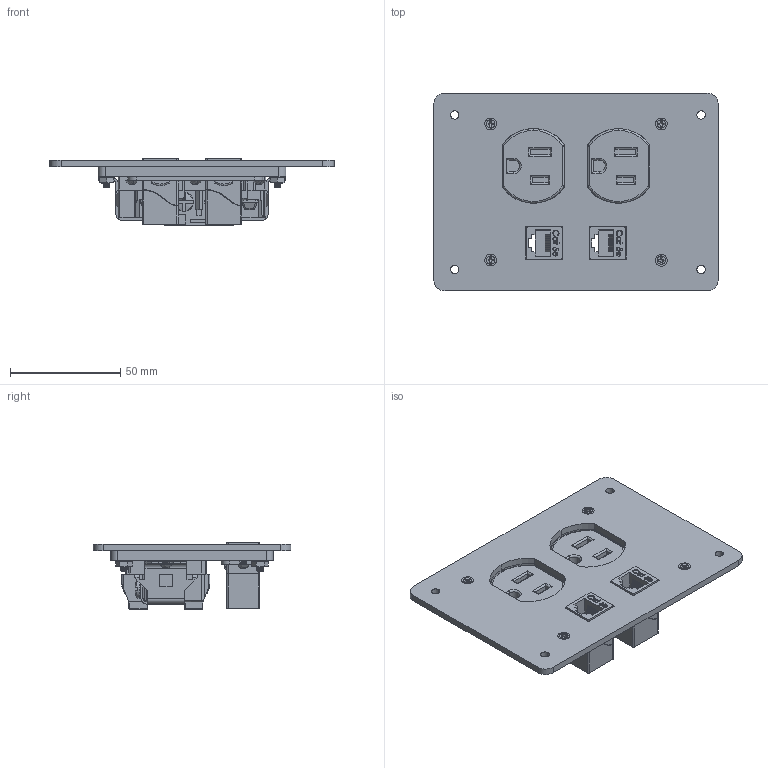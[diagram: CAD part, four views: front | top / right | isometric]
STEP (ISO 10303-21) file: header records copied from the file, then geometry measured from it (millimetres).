
FILE_DESCRIPTION (( 'STEP AP203' ), '1' );
FILE_NAME ('P-R2#2-K1RD0_3D.STEP', '2020-11-20T19:34:22', ( '' ), ( '' ), 'SwSTEP 2.0', 'SolidWorks 2019', '' );
FILE_SCHEMA (( 'CONFIG_CONTROL_DESIGN' ));
Length unit declared in the file: millimetre
Products named in the file (12): R2; P-R2#2-K1RD0_BP180_1; Z-200-OTLT-RD_Sheared; 4-40 half inch flathead _90273A110; Z-300-RJ45CAT5; P-R2#2-K1RD0_3D; Z-000-4243316TFP; RD_sheared; P-R2#2-K1RD0_TP060_1; P-R2#2-K1RD0_FP120_1; Z-002-4401_4HN_90675A005
Assembly tree (23 placements, depth 3):
  P-R2#2-K1RD0_3D
    P-R2#2-K1RD0_BP180_1
    RD_sheared
      Z-200-OTLT-RD_Sheared
    P-R2#2-K1RD0_TP060_1
    4-40 half inch flathead _90273A110  x5
    Z-000-4243316TFP  x5
    P-R2#2-K1RD0_FP120_1
    R2
      Z-300-RJ45CAT5
    R2
      Z-300-RJ45CAT5
    Z-002-4401_4HN_90675A005  x4
Bounding box: 129.03 x 89.92 x 30.2 mm (x, y, z)
Volume: 89949.8 mm3; surface area: 70733 mm2
Topology: 29 solids, 29 shells, 2583 faces, 7143 edges, 4642 vertices
Faces by surface type: plane 1057, cylinder 748, bspline 463, cone 234, sphere 52, torus 29
Entity records: 53533 total; most frequent: CARTESIAN_POINT 19388, ORIENTED_EDGE 7468, DIRECTION 5718, EDGE_CURVE 3734, VERTEX_POINT 2408, LINE 2212, VECTOR 2212, AXIS2_PLACEMENT_3D 1753
